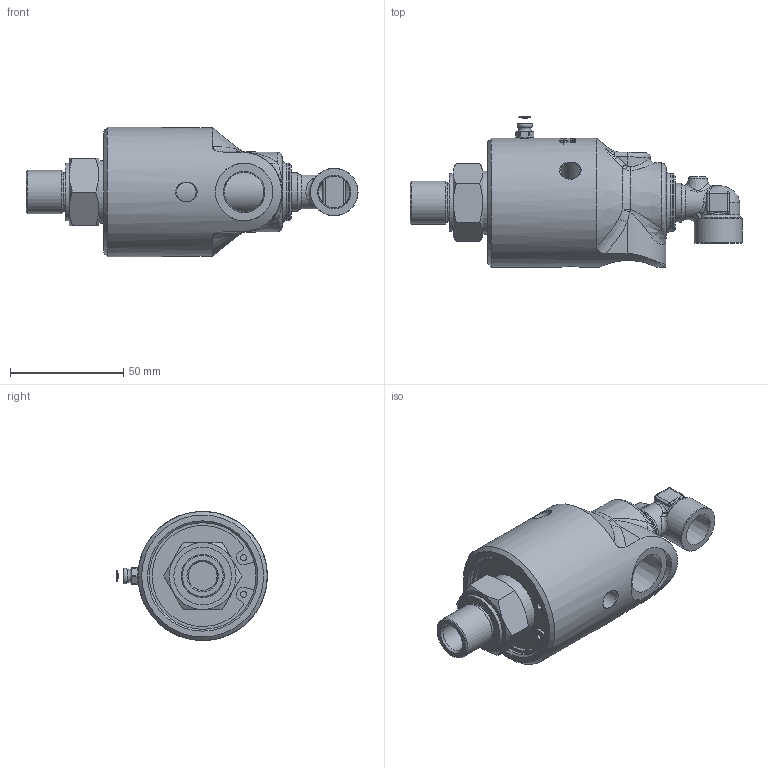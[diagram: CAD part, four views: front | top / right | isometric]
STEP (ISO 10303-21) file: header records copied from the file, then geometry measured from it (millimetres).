
FILE_DESCRIPTION(/* description */ (''),/* implementation_level */ '2;1');
FILE_NAME(/* name */ '155-000-021061-IC.stp',/* time_stamp */ '2020-05-19T14:55:51-05:00',/* author */ ('Moorera'),/* organization */ (''),/* preprocessor_version */ 'ST-DEVELOPER v18.1',/* originating_system */ 'Autodesk Inventor 2020',/* authorisation */ '');
FILE_SCHEMA (('AUTOMOTIVE_DESIGN { 1 0 10303 214 3 1 1 }'));
Length unit declared in the file: millimetre
Products named in the file (1): 155-000-021061-IC
Bounding box: 146.52 x 66.41 x 57 mm (x, y, z)
Volume: 179744.8 mm3; surface area: 29678.1 mm2
Topology: 1 solids, 4 shells, 553 faces, 1471 edges, 964 vertices
Faces by surface type: bspline 239, plane 140, cylinder 101, cone 46, torus 15, sphere 12
Full cylindrical faces by diameter (mm): 2.005 x1, 2.644 x2, 3.5 x1, 5.359 x1, 8.6 x3, 9.53 x1, 12.7 x1, 13.889 x1, 15 x1, 17.475 x1, 19 x1, 19.05 x1, 21 x1, 25.4 x2, 27.8 x1, 47.07 x1, 57 x1
Entity records: 26956 total; most frequent: CARTESIAN_POINT 14191, ORIENTED_EDGE 2918, DIRECTION 2069, EDGE_CURVE 1459, VERTEX_POINT 966, AXIS2_PLACEMENT_3D 802, EDGE_LOOP 607, FACE_OUTER_BOUND 553
